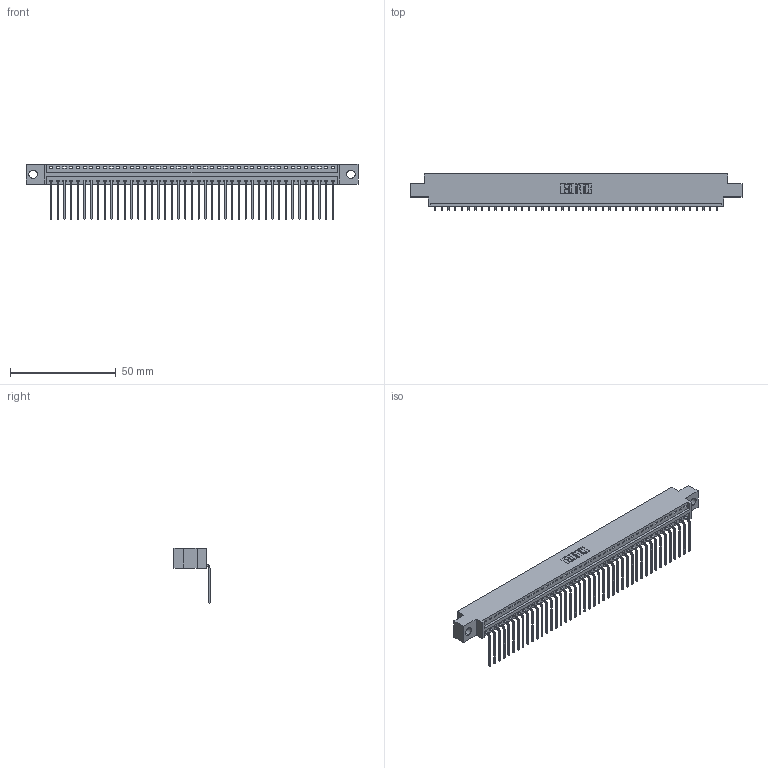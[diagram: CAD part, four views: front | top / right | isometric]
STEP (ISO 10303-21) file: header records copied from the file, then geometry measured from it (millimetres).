
FILE_DESCRIPTION (( 'STEP AP203' ), '1' );
FILE_NAME ('346-043-559-604.STEP', '2018-08-25T00:38:40', ( '' ), ( '' ), 'SwSTEP 2.0', 'SolidWorks 2016', '' );
FILE_SCHEMA (( 'CONFIG_CONTROL_DESIGN' ));
Length unit declared in the file: inch
Products named in the file (3): 346 Part_0.170 Offset - 0.156 Dia-TH; 345-292-001_558 559 Tail - 1; 346-043-559-604
Assembly tree (44 placements, depth 2):
  346-043-559-604
    346 Part_0.170 Offset - 0.156 Dia-TH
    345-292-001_558 559 Tail - 1  x43
Bounding box: 157.1 x 17.08 x 26.16 mm (x, y, z)
Volume: 14945.5 mm3; surface area: 19510.8 mm2
Topology: 44 solids, 44 shells, 2706 faces, 8167 edges, 5386 vertices
Faces by surface type: plane 1886, cylinder 820
Entity records: 26771 total; most frequent: CARTESIAN_POINT 4597, ORIENTED_EDGE 4574, DIRECTION 4053, EDGE_CURVE 2287, VECTOR 1983, LINE 1983, VERTEX_POINT 1522, AXIS2_PLACEMENT_3D 1035
